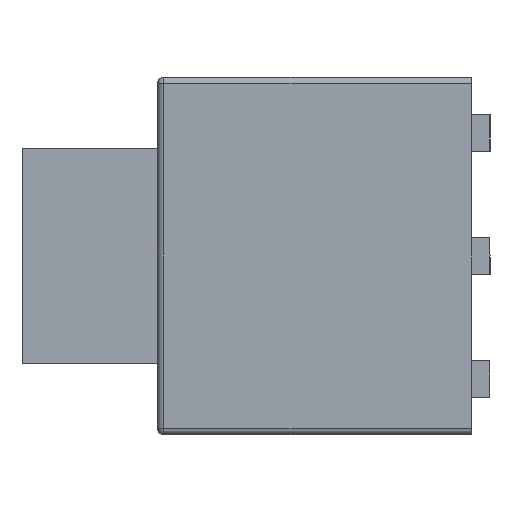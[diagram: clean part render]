
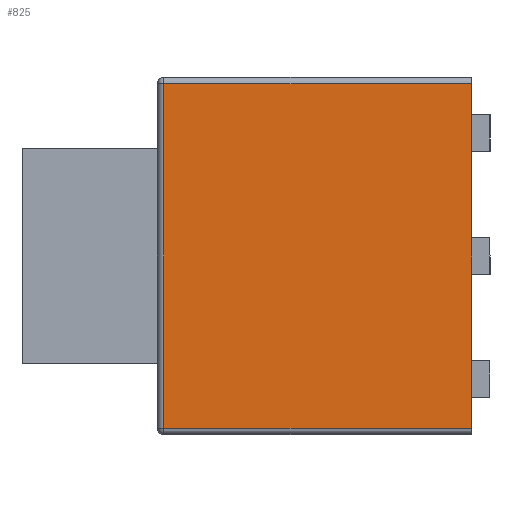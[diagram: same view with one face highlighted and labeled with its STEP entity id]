
A CAD part, left-side view. The second image highlights one B-rep face of the part: STEP entity #825.
In plain terms, the highlighted planar face has unit normal (-1, 0, 0).
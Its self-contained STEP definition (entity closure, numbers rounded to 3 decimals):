
#13 = ORIENTED_EDGE ( 'NONE', *, *, #102, .T. ) ;
#64 = DIRECTION ( 'NONE',  ( 1., 0., 0. ) ) ;
#96 = LINE ( 'NONE', #677, #773 ) ;
#102 = EDGE_CURVE ( 'NONE', #767, #220, #1748, .T. ) ;
#139 = EDGE_CURVE ( 'NONE', #220, #1229, #797, .T. ) ;
#151 = CARTESIAN_POINT ( 'NONE',  ( -2.9, 5., -2.9 ) ) ;
#220 = VERTEX_POINT ( 'NONE', #646 ) ;
#323 = ORIENTED_EDGE ( 'NONE', *, *, #139, .T. ) ;
#345 = EDGE_LOOP ( 'NONE', ( #1124, #13, #323, #1718 ) ) ;
#372 = CARTESIAN_POINT ( 'NONE',  ( -2.9, 0., 2.8 ) ) ;
#515 = LINE ( 'NONE', #1224, #1583 ) ;
#646 = CARTESIAN_POINT ( 'NONE',  ( -2.9, 5., 2.8 ) ) ;
#677 = CARTESIAN_POINT ( 'NONE',  ( -2.9, 0., -2.9 ) ) ;
#731 = FACE_OUTER_BOUND ( 'NONE', #345, .T. ) ;
#767 = VERTEX_POINT ( 'NONE', #372 ) ;
#773 = VECTOR ( 'NONE', #833, 1000. ) ;
#797 = LINE ( 'NONE', #151, #1829 ) ;
#825 = ADVANCED_FACE ( 'NONE', ( #731 ), #2127, .F. ) ;
#833 = DIRECTION ( 'NONE',  ( 0., 0., 1. ) ) ;
#890 = AXIS2_PLACEMENT_3D ( 'NONE', #1118, #64, #2171 ) ;
#980 = EDGE_CURVE ( 'NONE', #1229, #1822, #515, .T. ) ;
#1021 = CARTESIAN_POINT ( 'NONE',  ( -2.9, 0., -2.8 ) ) ;
#1118 = CARTESIAN_POINT ( 'NONE',  ( -2.9, 5.1, -2.9 ) ) ;
#1124 = ORIENTED_EDGE ( 'NONE', *, *, #2030, .T. ) ;
#1224 = CARTESIAN_POINT ( 'NONE',  ( -2.9, 5.1, -2.8 ) ) ;
#1229 = VERTEX_POINT ( 'NONE', #2093 ) ;
#1245 = CARTESIAN_POINT ( 'NONE',  ( -2.9, 5.1, 2.8 ) ) ;
#1453 = DIRECTION ( 'NONE',  ( 0., 1., 0. ) ) ;
#1494 = DIRECTION ( 'NONE',  ( 0., 0., -1. ) ) ;
#1583 = VECTOR ( 'NONE', #1938, 1000. ) ;
#1607 = VECTOR ( 'NONE', #1453, 1000. ) ;
#1718 = ORIENTED_EDGE ( 'NONE', *, *, #980, .T. ) ;
#1748 = LINE ( 'NONE', #1245, #1607 ) ;
#1822 = VERTEX_POINT ( 'NONE', #1021 ) ;
#1829 = VECTOR ( 'NONE', #1494, 1000. ) ;
#1938 = DIRECTION ( 'NONE',  ( 0., -1., 0. ) ) ;
#2030 = EDGE_CURVE ( 'NONE', #1822, #767, #96, .T. ) ;
#2093 = CARTESIAN_POINT ( 'NONE',  ( -2.9, 5., -2.8 ) ) ;
#2127 = PLANE ( 'NONE',  #890 ) ;
#2171 = DIRECTION ( 'NONE',  ( 0., 0., -1. ) ) ;
